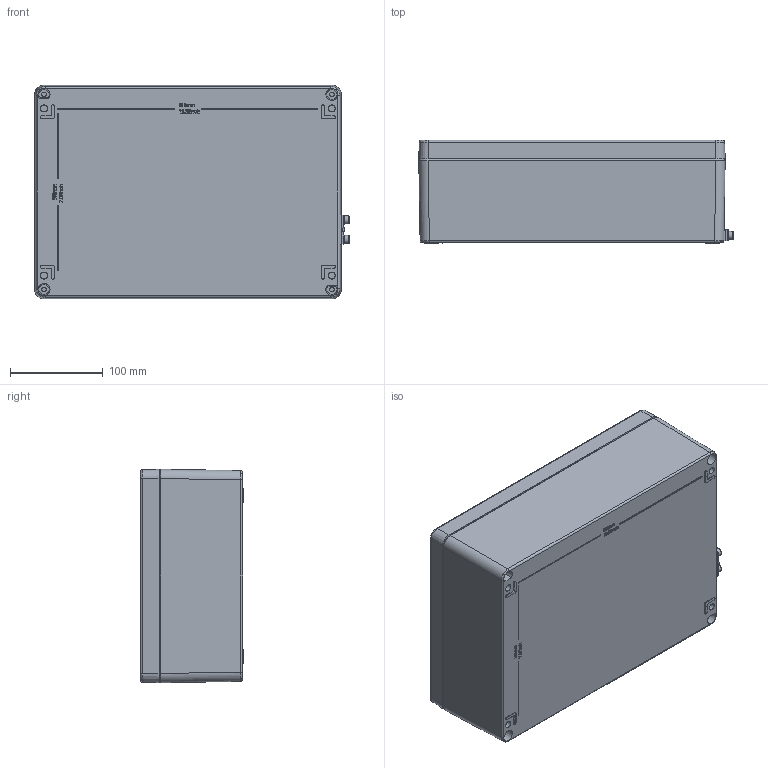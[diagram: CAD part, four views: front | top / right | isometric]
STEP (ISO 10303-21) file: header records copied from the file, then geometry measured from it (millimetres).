
FILE_DESCRIPTION(/* description */ (''),/* implementation_level */ '2;1');
FILE_NAME(/* name */ '15332311000-RST.stp',/* time_stamp */ '2021-09-08T11:12:22+02:00',/* author */ ('sl'),/* organization */ (''),/* preprocessor_version */ 'ST-DEVELOPER v16.5',/* originating_system */ 'Autodesk Inventor 2017',/* authorisation */ '');
FILE_SCHEMA (('AUTOMOTIVE_DESIGN { 1 0 10303 214 3 1 1 }'));
Products named in the file (12): Alu-Ex-Gehäuse-28-BG-0001-15_332311_000; Deckel-Alu-Ex-Gehäuse-28-BG-0002-15_332311_000; Deckel-Alu-Ex-Gehäuse-28-BT-0001-15_332311_000; Dichtlippe-Alu-Ex-Gehäuse-28-BT-0003-15_332311_000; UT-Alu-Ex-Gehäuse-28-BG-0003-15_332311_000; UT-Alu-Ex-Gehäuse-28-BT-0002-15_332311_000; Dop-Erdungsschraube1; Dop-Erdungsschraube-Teil1; Dop-Erdungsschraube-Teil6; Dop-Erdungsschraube-Teil5; Dop-Erdungsschraube-Teil7; SchraubeM6x25-10
Assembly tree (16 placements, depth 4):
  Alu-Ex-Gehäuse-28-BG-0001-15_332311_000
    Deckel-Alu-Ex-Gehäuse-28-BG-0002-15_332311_000
      Deckel-Alu-Ex-Gehäuse-28-BT-0001-15_332311_000
      Dichtlippe-Alu-Ex-Gehäuse-28-BT-0003-15_332311_000
    UT-Alu-Ex-Gehäuse-28-BG-0003-15_332311_000
      UT-Alu-Ex-Gehäuse-28-BT-0002-15_332311_000
      Dop-Erdungsschraube1
        Dop-Erdungsschraube-Teil1
        Dop-Erdungsschraube-Teil5  x2
        Dop-Erdungsschraube-Teil6
        Dop-Erdungsschraube-Teil7  x2
    SchraubeM6x25-10  x4
Bounding box: 338.69 x 111 x 230 mm (x, y, z)
Volume: 1327230.9 mm3; surface area: 582307.5 mm2
Topology: 13 solids, 13 shells, 1460 faces, 3558 edges, 2251 vertices
Faces by surface type: plane 648, bspline 291, cylinder 214, cone 182, torus 121, sphere 4
Full cylindrical faces by diameter (mm): 1.8 x1, 1.9 x1, 5 x21, 5.3 x4, 5.95 x5, 6 x4, 6.15 x4, 6.5 x5, 8.5 x6, 10 x4
Entity records: 60332 total; most frequent: CARTESIAN_POINT 30583, ORIENTED_EDGE 6172, DIRECTION 5455, EDGE_CURVE 3086, VERTEX_POINT 2055, AXIS2_PLACEMENT_3D 1879, LINE 1697, VECTOR 1697
